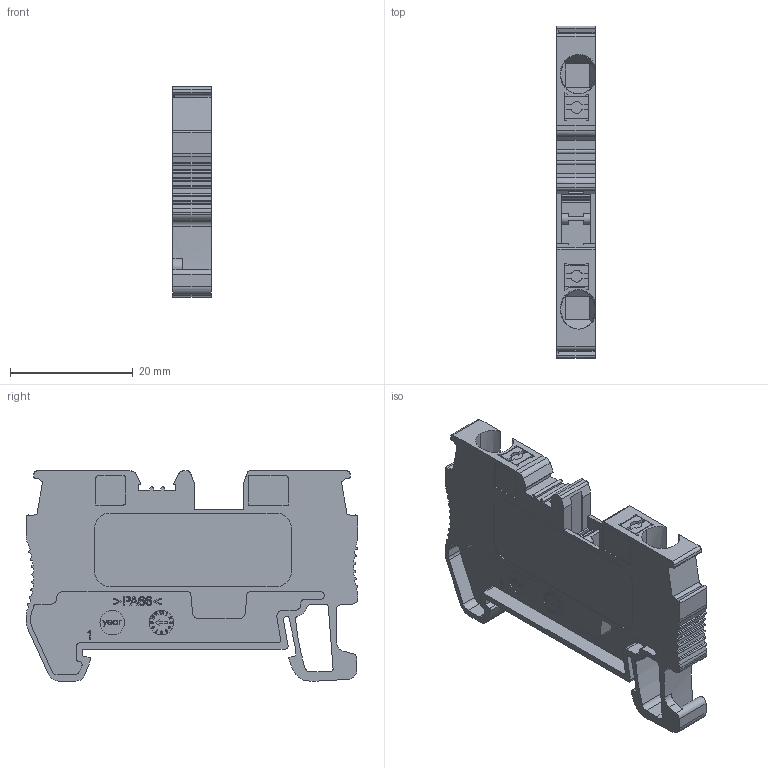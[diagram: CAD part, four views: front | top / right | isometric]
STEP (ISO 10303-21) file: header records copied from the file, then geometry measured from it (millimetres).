
FILE_DESCRIPTION(('STEP AP203'), '1');
FILE_NAME('MTP-4', '', ('UNSPECIFIED'), ('UNSPECIFIED'), 'C3D Converter', 'C3D Toolkit', '');
FILE_SCHEMA(('CONFIG_CONTROL_DESIGN'));
Length unit declared in the file: millimetre
Products named in the file (1): MTP-4
Bounding box: 6.2 x 54 x 34.2 mm (x, y, z)
Volume: 6651.2 mm3; surface area: 5688.7 mm2
Topology: 1 solids, 1 shells, 685 faces, 1897 edges, 1262 vertices
Faces by surface type: plane 435, cylinder 136, bspline 114
Full cylindrical faces by diameter (mm): 1.5 x1, 4 x2
Entity records: 26756 total; most frequent: CARTESIAN_POINT 10079, ORIENTED_EDGE 3788, DIRECTION 2904, EDGE_CURVE 1894, VERTEX_POINT 1262, LINE 1202, VECTOR 1202, AXIS2_PLACEMENT_3D 851
